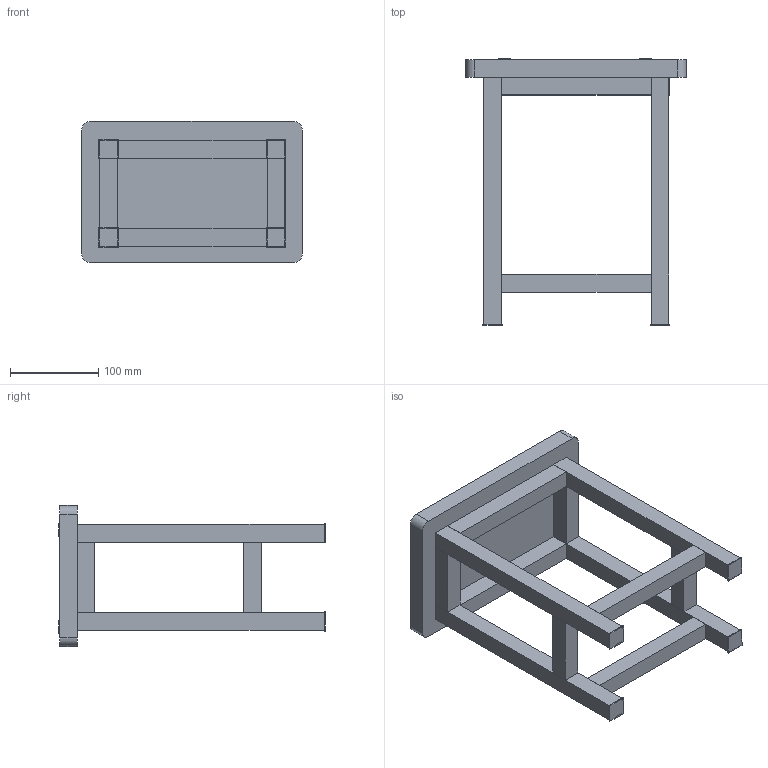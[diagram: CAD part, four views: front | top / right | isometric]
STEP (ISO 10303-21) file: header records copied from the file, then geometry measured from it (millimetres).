
FILE_DESCRIPTION (( 'STEP AP214' ), '1' );
FILE_NAME ('脾赽.STEP', '2025-01-17T13:09:17', ( '' ), ( '' ), 'SwSTEP 2.0', 'SolidWorks 2024', '' );
FILE_SCHEMA (( 'AUTOMOTIVE_DESIGN' ));
Length unit declared in the file: millimetre
Products named in the file (5): 短横棍; 长横棍; 零件3; 腿; 凳子
Assembly tree (10 placements, depth 2):
  凳子
    零件3
    腿
    长横棍  x4
    短横棍  x4
Bounding box: 250 x 302 x 160 mm (x, y, z)
Volume: 1648834.9 mm3; surface area: 276284.9 mm2
Topology: 13 solids, 13 shells, 114 faces, 240 edges, 160 vertices
Faces by surface type: plane 102, cylinder 12
Entity records: 2325 total; most frequent: DIRECTION 374, CARTESIAN_POINT 371, ORIENTED_EDGE 336, EDGE_CURVE 168, VECTOR 144, LINE 144, AXIS2_PLACEMENT_3D 115, VERTEX_POINT 112
